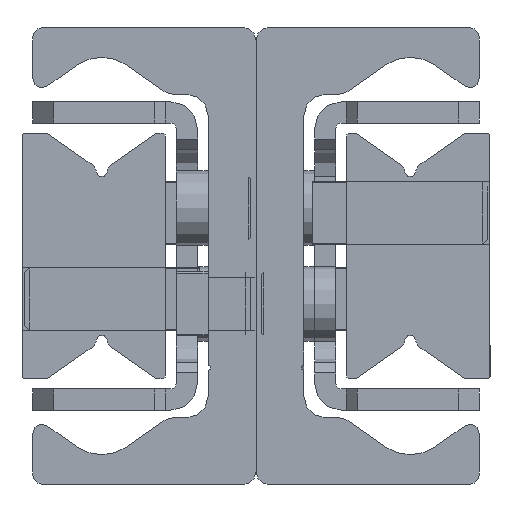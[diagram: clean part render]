
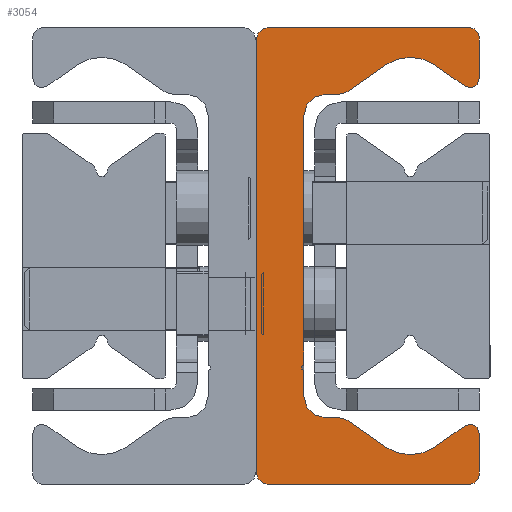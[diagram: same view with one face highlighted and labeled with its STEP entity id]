
A CAD part, left-side view. The second image highlights one B-rep face of the part: STEP entity #3054.
In plain terms, the highlighted planar face has unit normal (-1, 0, 0).
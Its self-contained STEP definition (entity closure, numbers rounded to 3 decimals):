
#1379=CARTESIAN_POINT('',(0.0,6.,13.2));
#1380=VERTEX_POINT('',#1379);
#1387=CARTESIAN_POINT('',(0.0,6.,-10.25));
#1388=VERTEX_POINT('',#1387);
#1389=CARTESIAN_POINT('',(0.0,6.,13.2));
#1390=DIRECTION('',(0.0,0.0,-1.0));
#1391=VECTOR('',#1390,23.45);
#1392=LINE('',#1389,#1391);
#1393=EDGE_CURVE('',#1380,#1388,#1392,.T.);
#2156=CARTESIAN_POINT('',(0.0,9.25,-21.5));
#2157=VERTEX_POINT('',#2156);
#2164=CARTESIAN_POINT('',(0.0,10.5,-20.25));
#2165=VERTEX_POINT('',#2164);
#2166=CARTESIAN_POINT('',(0.0,9.25,-20.25));
#2167=DIRECTION('',(1.0,0.0,0.0));
#2168=DIRECTION('',(0.0,0.0,-1.0));
#2169=AXIS2_PLACEMENT_3D('',#2166,#2167,#2168);
#2170=CIRCLE('',#2169,1.25);
#2171=EDGE_CURVE('',#2157,#2165,#2170,.T.);
#2195=CARTESIAN_POINT('',(0.0,-9.5,-21.5));
#2196=VERTEX_POINT('',#2195);
#2203=CARTESIAN_POINT('',(0.0,-9.5,-21.5));
#2204=DIRECTION('',(0.0,1.0,0.0));
#2205=VECTOR('',#2204,18.75);
#2206=LINE('',#2203,#2205);
#2207=EDGE_CURVE('',#2196,#2157,#2206,.T.);
#2227=CARTESIAN_POINT('',(0.0,-10.5,-20.5));
#2228=VERTEX_POINT('',#2227);
#2235=CARTESIAN_POINT('',(0.0,-9.5,-20.5));
#2236=DIRECTION('',(1.0,0.0,0.0));
#2237=DIRECTION('',(0.0,-1.0,0.0));
#2238=AXIS2_PLACEMENT_3D('',#2235,#2236,#2237);
#2239=CIRCLE('',#2238,1.0);
#2240=EDGE_CURVE('',#2228,#2196,#2239,.T.);
#2259=CARTESIAN_POINT('',(0.0,-10.5,-16.65));
#2260=VERTEX_POINT('',#2259);
#2267=CARTESIAN_POINT('',(0.0,-10.5,-16.65));
#2268=DIRECTION('',(0.0,0.0,-1.0));
#2269=VECTOR('',#2268,3.85);
#2270=LINE('',#2267,#2269);
#2271=EDGE_CURVE('',#2260,#2228,#2270,.T.);
#2291=CARTESIAN_POINT('',(0.0,-9.162,-15.954));
#2292=VERTEX_POINT('',#2291);
#2299=CARTESIAN_POINT('',(0.0,-9.65,-16.65));
#2300=DIRECTION('',(1.0,0.0,0.0));
#2301=DIRECTION('',(0.0,0.574,0.819));
#2302=AXIS2_PLACEMENT_3D('',#2299,#2300,#2301);
#2303=CIRCLE('',#2302,0.85);
#2304=EDGE_CURVE('',#2292,#2260,#2303,.T.);
#2323=CARTESIAN_POINT('',(0.0,-6.294,-17.962));
#2324=VERTEX_POINT('',#2323);
#2331=CARTESIAN_POINT('',(0.0,-6.294,-17.962));
#2332=DIRECTION('',(0.0,-0.819,0.574));
#2333=VECTOR('',#2332,3.501);
#2334=LINE('',#2331,#2333);
#2335=EDGE_CURVE('',#2324,#2292,#2334,.T.);
#2355=CARTESIAN_POINT('',(0.0,-1.706,-17.962));
#2356=VERTEX_POINT('',#2355);
#2363=CARTESIAN_POINT('',(0.0,-4.,-14.685));
#2364=DIRECTION('',(-1.0,0.0,0.0));
#2365=DIRECTION('',(0.0,0.574,0.819));
#2366=AXIS2_PLACEMENT_3D('',#2363,#2364,#2365);
#2367=CIRCLE('',#2366,4.0);
#2368=EDGE_CURVE('',#2356,#2324,#2367,.T.);
#2387=CARTESIAN_POINT('',(0.0,1.722,-15.562));
#2388=VERTEX_POINT('',#2387);
#2395=CARTESIAN_POINT('',(0.0,1.722,-15.562));
#2396=DIRECTION('',(0.0,-0.819,-0.574));
#2397=VECTOR('',#2396,4.185);
#2398=LINE('',#2395,#2397);
#2399=EDGE_CURVE('',#2388,#2356,#2398,.T.);
#2419=CARTESIAN_POINT('',(0.0,2.869,-15.2));
#2420=VERTEX_POINT('',#2419);
#2427=CARTESIAN_POINT('',(0.0,2.869,-17.2));
#2428=DIRECTION('',(1.0,0.0,0.0));
#2429=DIRECTION('',(0.0,0.0,1.0));
#2430=AXIS2_PLACEMENT_3D('',#2427,#2428,#2429);
#2431=CIRCLE('',#2430,2.0);
#2432=EDGE_CURVE('',#2420,#2388,#2431,.T.);
#2451=CARTESIAN_POINT('',(0.0,4.,-15.2));
#2452=VERTEX_POINT('',#2451);
#2459=CARTESIAN_POINT('',(0.0,4.,-15.2));
#2460=DIRECTION('',(0.0,-1.0,0.0));
#2461=VECTOR('',#2460,1.131);
#2462=LINE('',#2459,#2461);
#2463=EDGE_CURVE('',#2452,#2420,#2462,.T.);
#2483=CARTESIAN_POINT('',(0.0,6.,-13.2));
#2484=VERTEX_POINT('',#2483);
#2491=CARTESIAN_POINT('',(0.0,4.,-13.2));
#2492=DIRECTION('',(-1.0,0.0,0.0));
#2493=DIRECTION('',(0.0,0.0,1.0));
#2494=AXIS2_PLACEMENT_3D('',#2491,#2492,#2493);
#2495=CIRCLE('',#2494,2.0);
#2496=EDGE_CURVE('',#2484,#2452,#2495,.T.);
#2508=CARTESIAN_POINT('',(0.0,6.,-10.75));
#2509=VERTEX_POINT('',#2508);
#2516=CARTESIAN_POINT('',(0.0,6.,-10.75));
#2517=DIRECTION('',(0.0,0.0,-1.0));
#2518=VECTOR('',#2517,2.45);
#2519=LINE('',#2516,#2518);
#2520=EDGE_CURVE('',#2509,#2484,#2519,.T.);
#2560=CARTESIAN_POINT('',(0.0,6.,-10.5));
#2561=DIRECTION('',(-1.0,0.0,0.0));
#2562=DIRECTION('',(0.0,0.0,1.0));
#2563=AXIS2_PLACEMENT_3D('',#2560,#2561,#2562);
#2564=CIRCLE('',#2563,0.25);
#2565=EDGE_CURVE('',#1388,#2509,#2564,.T.);
#2585=CARTESIAN_POINT('',(0.0,4.,15.2));
#2586=VERTEX_POINT('',#2585);
#2593=CARTESIAN_POINT('',(0.0,4.,13.2));
#2594=DIRECTION('',(-1.0,0.0,0.0));
#2595=DIRECTION('',(0.0,-1.0,0.0));
#2596=AXIS2_PLACEMENT_3D('',#2593,#2594,#2595);
#2597=CIRCLE('',#2596,2.);
#2598=EDGE_CURVE('',#2586,#1380,#2597,.T.);
#2617=CARTESIAN_POINT('',(0.0,2.869,15.2));
#2618=VERTEX_POINT('',#2617);
#2625=CARTESIAN_POINT('',(0.0,2.869,15.2));
#2626=DIRECTION('',(0.0,1.0,0.0));
#2627=VECTOR('',#2626,1.131);
#2628=LINE('',#2625,#2627);
#2629=EDGE_CURVE('',#2618,#2586,#2628,.T.);
#2649=CARTESIAN_POINT('',(0.0,1.722,15.562));
#2650=VERTEX_POINT('',#2649);
#2657=CARTESIAN_POINT('',(0.0,2.869,17.2));
#2658=DIRECTION('',(1.0,0.0,0.0));
#2659=DIRECTION('',(0.0,-0.574,-0.819));
#2660=AXIS2_PLACEMENT_3D('',#2657,#2658,#2659);
#2661=CIRCLE('',#2660,2.0);
#2662=EDGE_CURVE('',#2650,#2618,#2661,.T.);
#2681=CARTESIAN_POINT('',(0.0,-1.706,17.962));
#2682=VERTEX_POINT('',#2681);
#2689=CARTESIAN_POINT('',(0.0,-1.706,17.962));
#2690=DIRECTION('',(0.0,0.819,-0.574));
#2691=VECTOR('',#2690,4.185);
#2692=LINE('',#2689,#2691);
#2693=EDGE_CURVE('',#2682,#2650,#2692,.T.);
#2713=CARTESIAN_POINT('',(0.0,-6.294,17.962));
#2714=VERTEX_POINT('',#2713);
#2721=CARTESIAN_POINT('',(0.0,-4.,14.685));
#2722=DIRECTION('',(-1.0,0.0,0.0));
#2723=DIRECTION('',(0.0,-0.574,-0.819));
#2724=AXIS2_PLACEMENT_3D('',#2721,#2722,#2723);
#2725=CIRCLE('',#2724,4.0);
#2726=EDGE_CURVE('',#2714,#2682,#2725,.T.);
#2745=CARTESIAN_POINT('',(0.0,-9.162,15.954));
#2746=VERTEX_POINT('',#2745);
#2753=CARTESIAN_POINT('',(0.0,-9.162,15.954));
#2754=DIRECTION('',(0.0,0.819,0.574));
#2755=VECTOR('',#2754,3.501);
#2756=LINE('',#2753,#2755);
#2757=EDGE_CURVE('',#2746,#2714,#2756,.T.);
#2777=CARTESIAN_POINT('',(0.0,-10.5,16.65));
#2778=VERTEX_POINT('',#2777);
#2785=CARTESIAN_POINT('',(0.0,-9.65,16.65));
#2786=DIRECTION('',(1.0,0.0,0.0));
#2787=DIRECTION('',(0.0,-1.0,0.0));
#2788=AXIS2_PLACEMENT_3D('',#2785,#2786,#2787);
#2789=CIRCLE('',#2788,0.85);
#2790=EDGE_CURVE('',#2778,#2746,#2789,.T.);
#2809=CARTESIAN_POINT('',(0.0,-10.5,20.5));
#2810=VERTEX_POINT('',#2809);
#2817=CARTESIAN_POINT('',(0.0,-10.5,20.5));
#2818=DIRECTION('',(0.0,0.0,-1.0));
#2819=VECTOR('',#2818,3.85);
#2820=LINE('',#2817,#2819);
#2821=EDGE_CURVE('',#2810,#2778,#2820,.T.);
#2841=CARTESIAN_POINT('',(0.0,-9.5,21.5));
#2842=VERTEX_POINT('',#2841);
#2849=CARTESIAN_POINT('',(0.0,-9.5,20.5));
#2850=DIRECTION('',(1.0,0.0,0.0));
#2851=DIRECTION('',(0.0,0.0,1.0));
#2852=AXIS2_PLACEMENT_3D('',#2849,#2850,#2851);
#2853=CIRCLE('',#2852,1.0);
#2854=EDGE_CURVE('',#2842,#2810,#2853,.T.);
#2873=CARTESIAN_POINT('',(0.0,9.25,21.5));
#2874=VERTEX_POINT('',#2873);
#2881=CARTESIAN_POINT('',(0.0,9.25,21.5));
#2882=DIRECTION('',(0.0,-1.0,0.0));
#2883=VECTOR('',#2882,18.75);
#2884=LINE('',#2881,#2883);
#2885=EDGE_CURVE('',#2874,#2842,#2884,.T.);
#2905=CARTESIAN_POINT('',(0.0,10.5,20.25));
#2906=VERTEX_POINT('',#2905);
#2913=CARTESIAN_POINT('',(0.0,9.25,20.25));
#2914=DIRECTION('',(1.0,0.0,0.0));
#2915=DIRECTION('',(0.0,1.0,0.0));
#2916=AXIS2_PLACEMENT_3D('',#2913,#2914,#2915);
#2917=CIRCLE('',#2916,1.25);
#2918=EDGE_CURVE('',#2906,#2874,#2917,.T.);
#2936=CARTESIAN_POINT('',(0.0,10.5,-20.25));
#2937=DIRECTION('',(0.0,0.0,1.0));
#2938=VECTOR('',#2937,40.5);
#2939=LINE('',#2936,#2938);
#2940=EDGE_CURVE('',#2165,#2906,#2939,.T.);
#3021=CARTESIAN_POINT('',(0.0,2.66,-0.019));
#3022=DIRECTION('',(1.0,0.0,0.0));
#3023=DIRECTION('',(0.0,0.0,-1.0));
#3024=AXIS2_PLACEMENT_3D('',#3021,#3022,#3023);
#3025=PLANE('',#3024);
#3026=ORIENTED_EDGE('',*,*,#2940,.F.);
#3027=ORIENTED_EDGE('',*,*,#2171,.F.);
#3028=ORIENTED_EDGE('',*,*,#2207,.F.);
#3029=ORIENTED_EDGE('',*,*,#2240,.F.);
#3030=ORIENTED_EDGE('',*,*,#2271,.F.);
#3031=ORIENTED_EDGE('',*,*,#2304,.F.);
#3032=ORIENTED_EDGE('',*,*,#2335,.F.);
#3033=ORIENTED_EDGE('',*,*,#2368,.F.);
#3034=ORIENTED_EDGE('',*,*,#2399,.F.);
#3035=ORIENTED_EDGE('',*,*,#2432,.F.);
#3036=ORIENTED_EDGE('',*,*,#2463,.F.);
#3037=ORIENTED_EDGE('',*,*,#2496,.F.);
#3038=ORIENTED_EDGE('',*,*,#2520,.F.);
#3039=ORIENTED_EDGE('',*,*,#2565,.F.);
#3040=ORIENTED_EDGE('',*,*,#1393,.F.);
#3041=ORIENTED_EDGE('',*,*,#2598,.F.);
#3042=ORIENTED_EDGE('',*,*,#2629,.F.);
#3043=ORIENTED_EDGE('',*,*,#2662,.F.);
#3044=ORIENTED_EDGE('',*,*,#2693,.F.);
#3045=ORIENTED_EDGE('',*,*,#2726,.F.);
#3046=ORIENTED_EDGE('',*,*,#2757,.F.);
#3047=ORIENTED_EDGE('',*,*,#2790,.F.);
#3048=ORIENTED_EDGE('',*,*,#2821,.F.);
#3049=ORIENTED_EDGE('',*,*,#2854,.F.);
#3050=ORIENTED_EDGE('',*,*,#2885,.F.);
#3051=ORIENTED_EDGE('',*,*,#2918,.F.);
#3052=EDGE_LOOP('',(#3026,#3027,#3028,#3029,#3030,#3031,#3032,#3033,#3034,#3035,#3036,#3037,#3038,#3039,#3040,#3041,#3042,#3043,#3044,#3045,#3046,#3047,#3048,#3049,#3050,#3051));
#3053=FACE_OUTER_BOUND('',#3052,.T.);
#3054=ADVANCED_FACE('',(#3053),#3025,.F.);
